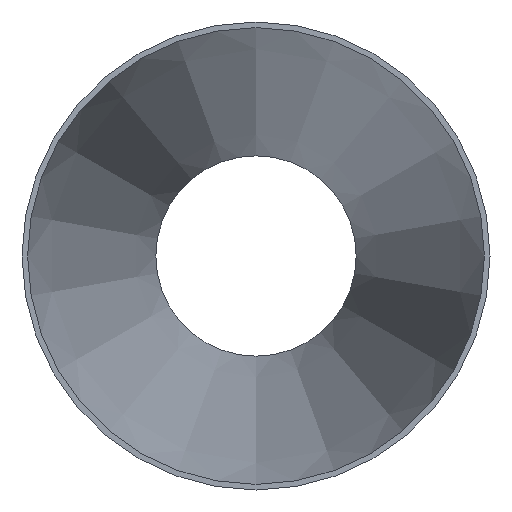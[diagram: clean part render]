
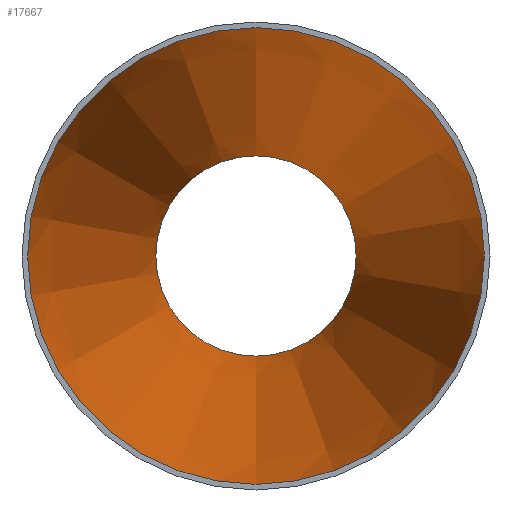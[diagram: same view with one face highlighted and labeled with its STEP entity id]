
A CAD part, front view. The second image highlights one B-rep face of the part: STEP entity #17667.
In plain terms, the highlighted conical face has half-angle 9.449 degrees and reference radius 82.123 mm.
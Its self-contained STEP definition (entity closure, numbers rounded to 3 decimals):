
#88 = ORIENTED_EDGE ( 'NONE', *, *, #5190, .T. ) ;
#215 = FACE_OUTER_BOUND ( 'NONE', #3628, .T. ) ;
#807 = AXIS2_PLACEMENT_3D ( 'NONE', #4961, #20776, #17386 ) ;
#1324 = CARTESIAN_POINT ( 'NONE',  ( 0., 0., -82.122 ) ) ;
#1658 = CIRCLE ( 'NONE', #807, 36.022 ) ;
#3628 = EDGE_LOOP ( 'NONE', ( #88 ) ) ;
#3762 = EDGE_CURVE ( 'NONE', #12922, #12922, #1658, .T. ) ;
#4149 = CARTESIAN_POINT ( 'NONE',  ( 0., 0., 0. ) ) ;
#4641 = DIRECTION ( 'NONE',  ( 0., 0., -1. ) ) ;
#4961 = CARTESIAN_POINT ( 'NONE',  ( 0., 277., 0. ) ) ;
#5190 = EDGE_CURVE ( 'NONE', #11074, #11074, #7939, .T. ) ;
#7046 = CONICAL_SURFACE ( 'NONE', #15403, 82.122, 0.165 ) ;
#7358 = EDGE_LOOP ( 'NONE', ( #13212 ) ) ;
#7939 = CIRCLE ( 'NONE', #22574, 82.122 ) ;
#11074 = VERTEX_POINT ( 'NONE', #1324 ) ;
#11836 = DIRECTION ( 'NONE',  ( 0., -1., 0. ) ) ;
#12094 = DIRECTION ( 'NONE',  ( 0., 0., -1. ) ) ;
#12922 = VERTEX_POINT ( 'NONE', #24990 ) ;
#13212 = ORIENTED_EDGE ( 'NONE', *, *, #3762, .F. ) ;
#15403 = AXIS2_PLACEMENT_3D ( 'NONE', #20462, #16648, #4641 ) ;
#16648 = DIRECTION ( 'NONE',  ( 0., -1., 0. ) ) ;
#17386 = DIRECTION ( 'NONE',  ( 0., 0., -1. ) ) ;
#17667 = ADVANCED_FACE ( 'NONE', ( #24416, #215 ), #7046, .F. ) ;
#20462 = CARTESIAN_POINT ( 'NONE',  ( 0., 0., 0. ) ) ;
#20776 = DIRECTION ( 'NONE',  ( 0., -1., 0. ) ) ;
#22574 = AXIS2_PLACEMENT_3D ( 'NONE', #4149, #11836, #12094 ) ;
#24416 = FACE_BOUND ( 'NONE', #7358, .T. ) ;
#24990 = CARTESIAN_POINT ( 'NONE',  ( 0., 277., -36.022 ) ) ;
